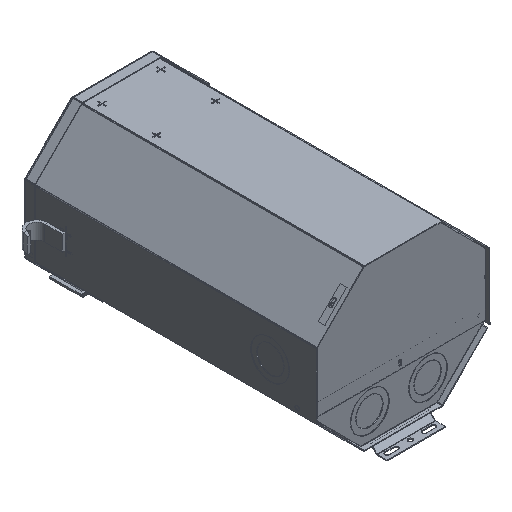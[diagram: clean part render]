
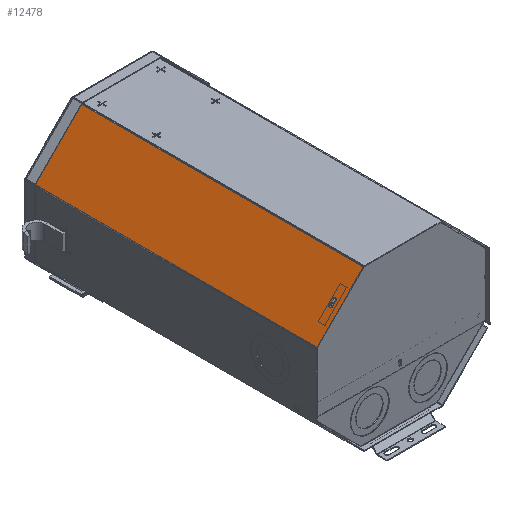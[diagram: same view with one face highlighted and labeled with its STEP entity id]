
A CAD part, isometric view. The second image highlights one B-rep face of the part: STEP entity #12478.
In plain terms, the highlighted planar face has unit normal (-0.707, 0, 0.707).
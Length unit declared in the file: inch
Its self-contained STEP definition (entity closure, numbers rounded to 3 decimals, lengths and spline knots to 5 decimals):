
#156 = CIRCLE ( 'NONE', #10953, 0.09375 ) ;
#184 = CARTESIAN_POINT ( 'NONE',  ( -1.2699, 0., 1.2699 ) ) ;
#327 = DIRECTION ( 'NONE',  ( -0.707, 0., 0.707 ) ) ;
#597 = CARTESIAN_POINT ( 'NONE',  ( -5.55864, 9.375, -3.01884 ) ) ;
#663 = ORIENTED_EDGE ( 'NONE', *, *, #10274, .F. ) ;
#860 = DIRECTION ( 'NONE',  ( 0., 1., 0. ) ) ;
#1374 = VERTEX_POINT ( 'NONE', #18872 ) ;
#1824 = EDGE_CURVE ( 'NONE', #14703, #17738, #156, .T. ) ;
#2665 = CARTESIAN_POINT ( 'NONE',  ( -5.57329, -9.375, -3.03349 ) ) ;
#3008 = ORIENTED_EDGE ( 'NONE', *, *, #7600, .F. ) ;
#3639 = ORIENTED_EDGE ( 'NONE', *, *, #10355, .F. ) ;
#3755 = AXIS2_PLACEMENT_3D ( 'NONE', #3969, #14512, #12006 ) ;
#3969 = CARTESIAN_POINT ( 'NONE',  ( -3.95306, -8.875, -1.41326 ) ) ;
#5401 = DIRECTION ( 'NONE',  ( -0.707, 0., -0.707 ) ) ;
#5496 = EDGE_CURVE ( 'NONE', #17738, #8660, #14561, .T. ) ;
#5670 = VECTOR ( 'NONE', #860, 39.37008 ) ;
#5706 = CARTESIAN_POINT ( 'NONE',  ( -2.56844, 0., -0.02864 ) ) ;
#6174 = CARTESIAN_POINT ( 'NONE',  ( -3.95306, -8.96875, -1.41326 ) ) ;
#6762 = CARTESIAN_POINT ( 'NONE',  ( -4.17403, -8.78125, -1.63423 ) ) ;
#7566 = CARTESIAN_POINT ( 'NONE',  ( -3.88677, -8.875, -1.34697 ) ) ;
#7600 = EDGE_CURVE ( 'NONE', #14368, #13987, #19364, .T. ) ;
#7684 = DIRECTION ( 'NONE',  ( -0.707, 0., 0.707 ) ) ;
#7839 = LINE ( 'NONE', #20110, #10727 ) ;
#7856 = LINE ( 'NONE', #5706, #5670 ) ;
#8236 = ORIENTED_EDGE ( 'NONE', *, *, #19718, .F. ) ;
#8660 = VERTEX_POINT ( 'NONE', #6174 ) ;
#8747 = VECTOR ( 'NONE', #10639, 39.37008 ) ;
#8893 = CARTESIAN_POINT ( 'NONE',  ( -2.56844, 9.375, -0.02864 ) ) ;
#8950 = FACE_BOUND ( 'NONE', #18547, .T. ) ;
#9312 = CARTESIAN_POINT ( 'NONE',  ( -3.95306, -8.875, -1.41326 ) ) ;
#9630 = CARTESIAN_POINT ( 'NONE',  ( -3.95306, -8.78125, -1.41326 ) ) ;
#10274 = EDGE_CURVE ( 'NONE', #8660, #14368, #18521, .T. ) ;
#10355 = EDGE_CURVE ( 'NONE', #1374, #10640, #7839, .T. ) ;
#10639 = DIRECTION ( 'NONE',  ( 0.707, 0., 0.707 ) ) ;
#10640 = VERTEX_POINT ( 'NONE', #8893 ) ;
#10727 = VECTOR ( 'NONE', #10787, 39.37008 ) ;
#10787 = DIRECTION ( 'NONE',  ( 0.707, 0., 0.707 ) ) ;
#10871 = CARTESIAN_POINT ( 'NONE',  ( -4.17403, -8.96875, -1.63423 ) ) ;
#10953 = AXIS2_PLACEMENT_3D ( 'NONE', #19054, #19192, #14324 ) ;
#11018 = AXIS2_PLACEMENT_3D ( 'NONE', #184, #327, #11208 ) ;
#11208 = DIRECTION ( 'NONE',  ( 0.707, 0., 0.707 ) ) ;
#11636 = ORIENTED_EDGE ( 'NONE', *, *, #5496, .F. ) ;
#12006 = DIRECTION ( 'NONE',  ( 0.707, 0., 0.707 ) ) ;
#12478 = ADVANCED_FACE ( 'NONE', ( #8950, #19633 ), #14390, .T. ) ;
#13031 = VERTEX_POINT ( 'NONE', #15052 ) ;
#13346 = VECTOR ( 'NONE', #5401, 39.37008 ) ;
#13590 = ORIENTED_EDGE ( 'NONE', *, *, #1824, .F. ) ;
#13830 = LINE ( 'NONE', #6762, #13346 ) ;
#13987 = VERTEX_POINT ( 'NONE', #9630 ) ;
#14324 = DIRECTION ( 'NONE',  ( 0.707, 0., 0.707 ) ) ;
#14368 = VERTEX_POINT ( 'NONE', #7566 ) ;
#14390 = PLANE ( 'NONE',  #11018 ) ;
#14512 = DIRECTION ( 'NONE',  ( -0.707, 0., 0.707 ) ) ;
#14519 = EDGE_CURVE ( 'NONE', #1374, #13031, #19519, .T. ) ;
#14561 = LINE ( 'NONE', #17101, #8747 ) ;
#14589 = DIRECTION ( 'NONE',  ( 0., -1., 0. ) ) ;
#14636 = LINE ( 'NONE', #2665, #16853 ) ;
#14703 = VERTEX_POINT ( 'NONE', #20079 ) ;
#14785 = ORIENTED_EDGE ( 'NONE', *, *, #14519, .T. ) ;
#15052 = CARTESIAN_POINT ( 'NONE',  ( -5.55864, -9.375, -3.01884 ) ) ;
#15082 = EDGE_LOOP ( 'NONE', ( #3639, #14785, #16279, #16536 ) ) ;
#15089 = DIRECTION ( 'NONE',  ( -0.707, 0., -0.707 ) ) ;
#15257 = CARTESIAN_POINT ( 'NONE',  ( -2.56844, -9.375, -0.02864 ) ) ;
#16279 = ORIENTED_EDGE ( 'NONE', *, *, #17582, .F. ) ;
#16369 = VECTOR ( 'NONE', #14589, 39.37008 ) ;
#16536 = ORIENTED_EDGE ( 'NONE', *, *, #16978, .T. ) ;
#16853 = VECTOR ( 'NONE', #15089, 39.37008 ) ;
#16978 = EDGE_CURVE ( 'NONE', #18777, #10640, #7856, .T. ) ;
#17101 = CARTESIAN_POINT ( 'NONE',  ( -4.17403, -8.96875, -1.63423 ) ) ;
#17582 = EDGE_CURVE ( 'NONE', #18777, #13031, #14636, .T. ) ;
#17738 = VERTEX_POINT ( 'NONE', #10871 ) ;
#18521 = CIRCLE ( 'NONE', #3755, 0.09375 ) ;
#18547 = EDGE_LOOP ( 'NONE', ( #13590, #8236, #3008, #663, #11636 ) ) ;
#18757 = DIRECTION ( 'NONE',  ( 0.707, 0., 0.707 ) ) ;
#18777 = VERTEX_POINT ( 'NONE', #15257 ) ;
#18872 = CARTESIAN_POINT ( 'NONE',  ( -5.55864, 9.375, -3.01884 ) ) ;
#19054 = CARTESIAN_POINT ( 'NONE',  ( -4.17403, -8.875, -1.63423 ) ) ;
#19192 = DIRECTION ( 'NONE',  ( -0.707, 0., 0.707 ) ) ;
#19364 = CIRCLE ( 'NONE', #19933, 0.09375 ) ;
#19519 = LINE ( 'NONE', #597, #16369 ) ;
#19633 = FACE_OUTER_BOUND ( 'NONE', #15082, .T. ) ;
#19718 = EDGE_CURVE ( 'NONE', #13987, #14703, #13830, .T. ) ;
#19933 = AXIS2_PLACEMENT_3D ( 'NONE', #9312, #7684, #18757 ) ;
#20079 = CARTESIAN_POINT ( 'NONE',  ( -4.17403, -8.78125, -1.63423 ) ) ;
#20110 = CARTESIAN_POINT ( 'NONE',  ( -2.5538, 9.375, -0.014 ) ) ;
